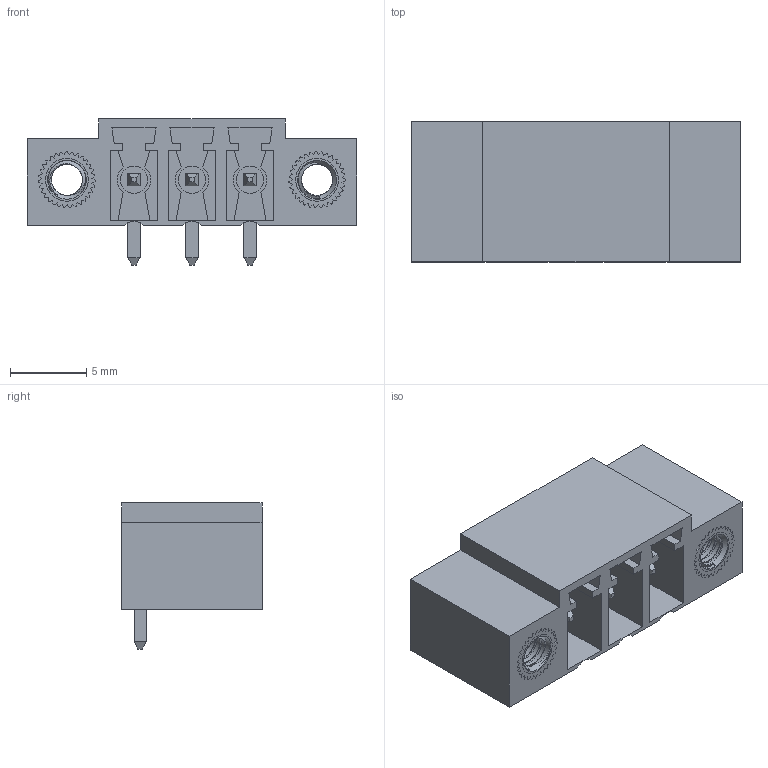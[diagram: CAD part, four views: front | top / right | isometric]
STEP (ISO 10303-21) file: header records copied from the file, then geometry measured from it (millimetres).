
FILE_DESCRIPTION(/* description */ ('Unknown'),/* implementation_level */ '2;1');
FILE_NAME(/* name */ '691701350003B',/* time_stamp */ '2023-12-14T17:32:45+01:00',/* author */ ('Unknown'),/* organization */ ('Unknown'),/* preprocessor_version */ 'ST-DEVELOPER v18.102',/* originating_system */ 'Solid Edge',/* authorisation */ 'Unknown');
FILE_SCHEMA (('AUTOMOTIVE_DESIGN {1 0 10303 214 3 1 1}'));
Length unit declared in the file: millimetre
Products named in the file (4): 6917013500xxB; 691701350003B; 6917013500xxB_Pin; 6917013500xxB_Flange
Assembly tree (6 placements, depth 2):
  6917013500xxB
    691701350003B
    6917013500xxB_Pin  x3
    6917013500xxB_Flange  x2
Bounding box: 21.62 x 9.21 x 9.61 mm (x, y, z)
Volume: 784.7 mm3; surface area: 2071.9 mm2
Topology: 6 solids, 6 shells, 471 faces, 1350 edges, 888 vertices
Faces by surface type: plane 374, cylinder 87, bspline 6, cone 4
Full cylindrical faces by diameter (mm): 1.25 x3, 1.8 x3, 2.8 x2
Entity records: 13198 total; most frequent: CARTESIAN_POINT 4275, ORIENTED_EDGE 1894, DIRECTION 1735, EDGE_CURVE 947, LINE 809, VECTOR 809, VERTEX_POINT 628, AXIS2_PLACEMENT_3D 463
